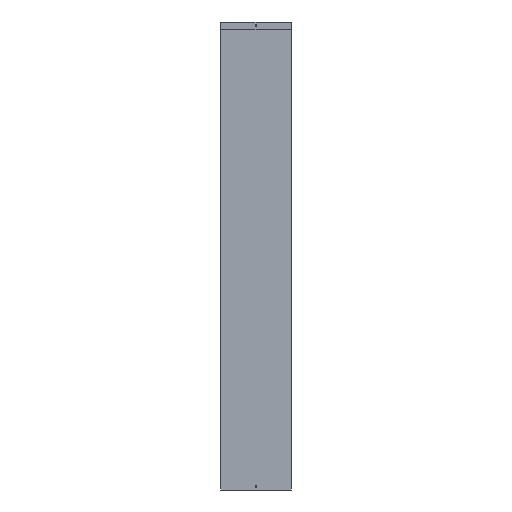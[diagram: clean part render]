
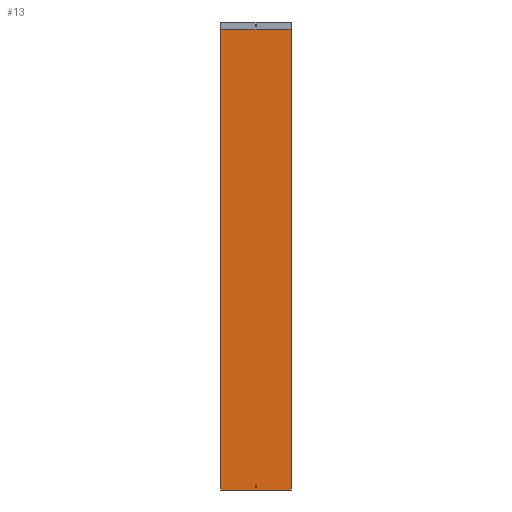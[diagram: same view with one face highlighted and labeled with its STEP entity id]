
A CAD part, front view. The second image highlights one B-rep face of the part: STEP entity #13.
In plain terms, the highlighted planar face has unit normal (0, -1, 0).
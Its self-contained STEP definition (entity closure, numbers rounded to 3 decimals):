
#13 = ADVANCED_FACE ( 'NONE', ( #1498, #1501 ), #960, .F. ) ;
#72 = CARTESIAN_POINT ( 'NONE',  ( -150., 0., 0. ) ) ;
#112 = CARTESIAN_POINT ( 'NONE',  ( 0., 0., 18.5 ) ) ;
#149 = CARTESIAN_POINT ( 'NONE',  ( 150., 0., 0. ) ) ;
#199 = CARTESIAN_POINT ( 'NONE',  ( -150., 0., 1968. ) ) ;
#220 = CARTESIAN_POINT ( 'NONE',  ( 150., 0., 1968. ) ) ;
#330 = AXIS2_PLACEMENT_3D ( 'NONE', #732, #731, #730 ) ;
#412 = AXIS2_PLACEMENT_3D ( 'NONE', #964, #955, #954 ) ;
#449 = EDGE_CURVE ( 'NONE', #1342, #1313, #1672, .T. ) ;
#452 = EDGE_CURVE ( 'NONE', #1846, #1846, #1677, .T. ) ;
#453 = EDGE_CURVE ( 'NONE', #1342, #1331, #1680, .T. ) ;
#454 = EDGE_CURVE ( 'NONE', #1313, #1377, #1675, .T. ) ;
#479 = EDGE_CURVE ( 'NONE', #1331, #1377, #1724, .T. ) ;
#643 = DIRECTION ( 'NONE',  ( 0., 0., -1. ) ) ;
#647 = CARTESIAN_POINT ( 'NONE',  ( 150., 0., 1969. ) ) ;
#727 = CARTESIAN_POINT ( 'NONE',  ( -150., 0., 0. ) ) ;
#728 = DIRECTION ( 'NONE',  ( 1., 0., 0. ) ) ;
#730 = DIRECTION ( 'NONE',  ( 0., 0., 1. ) ) ;
#731 = DIRECTION ( 'NONE',  ( 0., -1., 0. ) ) ;
#732 = CARTESIAN_POINT ( 'NONE',  ( 0., 0., 15. ) ) ;
#737 = DIRECTION ( 'NONE',  ( 1., 0., 0. ) ) ;
#742 = CARTESIAN_POINT ( 'NONE',  ( -150., 0., 1968. ) ) ;
#752 = DIRECTION ( 'NONE',  ( 0., 0., -1. ) ) ;
#754 = CARTESIAN_POINT ( 'NONE',  ( -150., 0., 1969. ) ) ;
#954 = DIRECTION ( 'NONE',  ( 0., 0., 1. ) ) ;
#955 = DIRECTION ( 'NONE',  ( 0., 1., 0. ) ) ;
#960 = PLANE ( 'NONE',  #412 ) ;
#964 = CARTESIAN_POINT ( 'NONE',  ( -150., 0., 1969. ) ) ;
#1107 = ORIENTED_EDGE ( 'NONE', *, *, #454, .T. ) ;
#1108 = ORIENTED_EDGE ( 'NONE', *, *, #449, .T. ) ;
#1109 = ORIENTED_EDGE ( 'NONE', *, *, #453, .F. ) ;
#1110 = ORIENTED_EDGE ( 'NONE', *, *, #479, .F. ) ;
#1111 = ORIENTED_EDGE ( 'NONE', *, *, #452, .F. ) ;
#1313 = VERTEX_POINT ( 'NONE', #72 ) ;
#1331 = VERTEX_POINT ( 'NONE', #220 ) ;
#1342 = VERTEX_POINT ( 'NONE', #199 ) ;
#1377 = VERTEX_POINT ( 'NONE', #149 ) ;
#1418 = EDGE_LOOP ( 'NONE', ( #1111 ) ) ;
#1425 = EDGE_LOOP ( 'NONE', ( #1110, #1109, #1108, #1107 ) ) ;
#1498 = FACE_BOUND ( 'NONE', #1418, .T. ) ;
#1501 = FACE_OUTER_BOUND ( 'NONE', #1425, .T. ) ;
#1672 = LINE ( 'NONE', #754, #1674 ) ;
#1674 = VECTOR ( 'NONE', #752, 1000. ) ;
#1675 = LINE ( 'NONE', #727, #1681 ) ;
#1677 = CIRCLE ( 'NONE', #330, 3.5 ) ;
#1680 = LINE ( 'NONE', #742, #1682 ) ;
#1681 = VECTOR ( 'NONE', #737, 1000. ) ;
#1682 = VECTOR ( 'NONE', #728, 1000. ) ;
#1724 = LINE ( 'NONE', #647, #1727 ) ;
#1727 = VECTOR ( 'NONE', #643, 1000. ) ;
#1846 = VERTEX_POINT ( 'NONE', #112 ) ;
